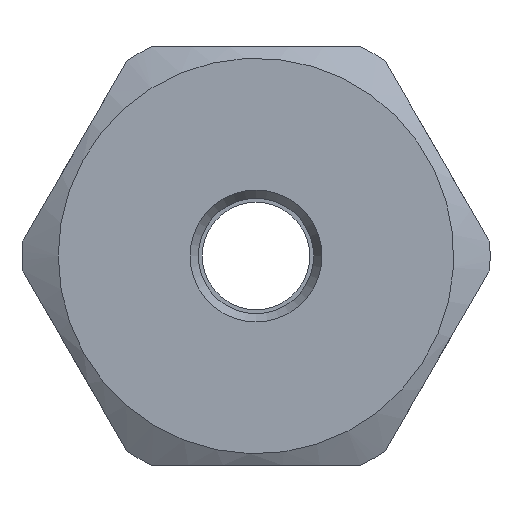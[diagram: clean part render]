
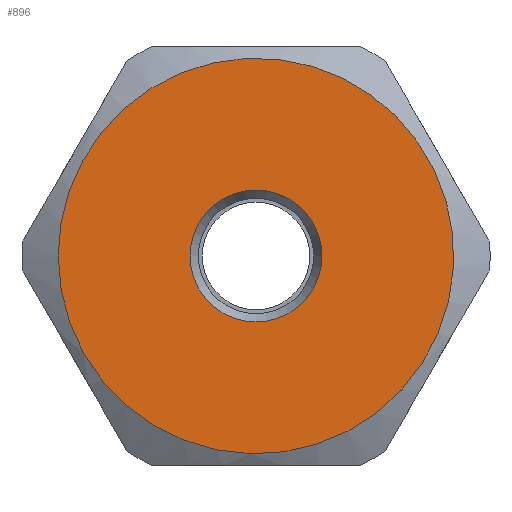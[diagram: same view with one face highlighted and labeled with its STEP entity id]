
A CAD part, left-side view. The second image highlights one B-rep face of the part: STEP entity #896.
In plain terms, the highlighted planar face has unit normal (-1, 0, 0).
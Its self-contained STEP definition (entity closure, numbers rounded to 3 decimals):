
#598=CARTESIAN_POINT('',(0.,3.0,0.));
#599=VERTEX_POINT('',#598);
#600=CARTESIAN_POINT('',(0.,0.,0.0));
#601=DIRECTION('',(1.0,0.0,0.0));
#602=DIRECTION('',(0.0,-1.0,0.0));
#603=AXIS2_PLACEMENT_3D('',#600,#601,#602);
#604=CIRCLE('',#603,3.0);
#605=EDGE_CURVE('',#599,#599,#604,.T.);
#809=CARTESIAN_POINT('',(0.,-1.0,0.0));
#810=VERTEX_POINT('',#809);
#811=CARTESIAN_POINT('',(0.,0.,0.0));
#812=DIRECTION('',(1.0,0.0,0.0));
#813=DIRECTION('',(0.0,-1.0,0.0));
#814=AXIS2_PLACEMENT_3D('',#811,#812,#813);
#815=CIRCLE('',#814,1.0);
#816=EDGE_CURVE('',#810,#810,#815,.T.);
#885=CARTESIAN_POINT('',(0.0,1.775,0.0));
#886=DIRECTION('',(-1.0,0.0,0.0));
#887=DIRECTION('',(0.0,0.0,1.0));
#888=AXIS2_PLACEMENT_3D('',#885,#886,#887);
#889=PLANE('',#888);
#890=ORIENTED_EDGE('',*,*,#605,.F.);
#891=EDGE_LOOP('',(#890));
#892=FACE_OUTER_BOUND('',#891,.T.);
#893=ORIENTED_EDGE('',*,*,#816,.T.);
#894=EDGE_LOOP('',(#893));
#895=FACE_BOUND('',#894,.T.);
#896=ADVANCED_FACE('',(#892,#895),#889,.T.);
